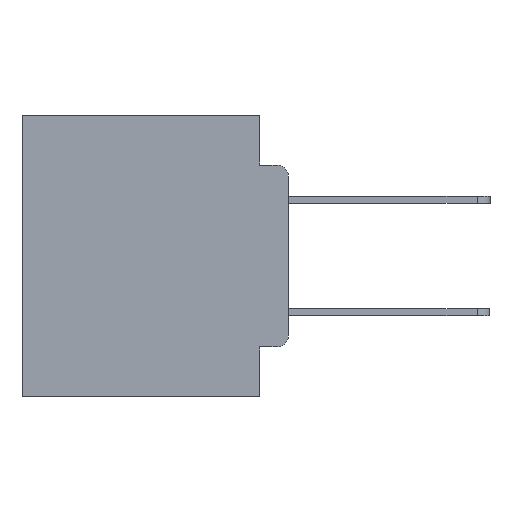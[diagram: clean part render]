
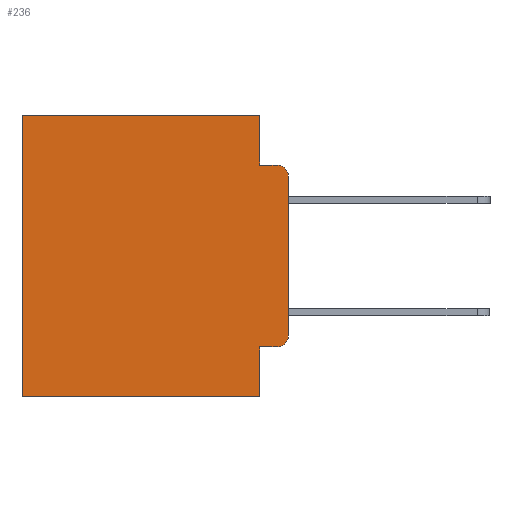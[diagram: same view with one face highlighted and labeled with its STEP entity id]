
A CAD part, left-side view. The second image highlights one B-rep face of the part: STEP entity #236.
In plain terms, the highlighted planar face has unit normal (-1, 0, 0).
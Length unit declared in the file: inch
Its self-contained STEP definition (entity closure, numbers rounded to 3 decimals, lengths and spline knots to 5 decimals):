
#236 = ADVANCED_FACE ( 'NONE', ( #797 ), #16359, .F. ) ;
#448 = VECTOR ( 'NONE', #16638, 39.37008 ) ;
#532 = CARTESIAN_POINT ( 'NONE',  ( 0.298, 0., 0. ) ) ;
#729 = EDGE_CURVE ( 'NONE', #14469, #24507, #1873, .T. ) ;
#797 = FACE_OUTER_BOUND ( 'NONE', #15495, .T. ) ;
#809 = CARTESIAN_POINT ( 'NONE',  ( 0.298, 0.051, -0.4115 ) ) ;
#1010 = VECTOR ( 'NONE', #13821, 39.37008 ) ;
#1053 = ORIENTED_EDGE ( 'NONE', *, *, #21947, .F. ) ;
#1079 = CARTESIAN_POINT ( 'NONE',  ( 0.298, 0., -0.5 ) ) ;
#1221 = VECTOR ( 'NONE', #4440, 39.37008 ) ;
#1873 = CIRCLE ( 'NONE', #3806, 0.02 ) ;
#2934 = VERTEX_POINT ( 'NONE', #19241 ) ;
#3806 = AXIS2_PLACEMENT_3D ( 'NONE', #20721, #20715, #27655 ) ;
#4440 = DIRECTION ( 'NONE',  ( 0., 0., -1. ) ) ;
#5032 = DIRECTION ( 'NONE',  ( 0., 0., -1. ) ) ;
#5304 = LINE ( 'NONE', #27775, #27652 ) ;
#5618 = EDGE_CURVE ( 'NONE', #22733, #24014, #18182, .T. ) ;
#5871 = ORIENTED_EDGE ( 'NONE', *, *, #16195, .F. ) ;
#6225 = CARTESIAN_POINT ( 'NONE',  ( 0.298, 0.473, -0.5 ) ) ;
#6258 = ORIENTED_EDGE ( 'NONE', *, *, #23334, .T. ) ;
#6388 = EDGE_CURVE ( 'NONE', #14870, #2934, #5304, .T. ) ;
#6731 = EDGE_CURVE ( 'NONE', #14469, #9987, #9185, .T. ) ;
#6847 = CARTESIAN_POINT ( 'NONE',  ( 0.298, 0.02, -0.3915 ) ) ;
#7423 = VERTEX_POINT ( 'NONE', #9584 ) ;
#7860 = ORIENTED_EDGE ( 'NONE', *, *, #24734, .F. ) ;
#8478 = VECTOR ( 'NONE', #5032, 39.37008 ) ;
#8490 = ORIENTED_EDGE ( 'NONE', *, *, #17676, .T. ) ;
#9083 = DIRECTION ( 'NONE',  ( 0., 0., -1. ) ) ;
#9185 = LINE ( 'NONE', #532, #8478 ) ;
#9453 = CIRCLE ( 'NONE', #27942, 0.02 ) ;
#9584 = CARTESIAN_POINT ( 'NONE',  ( 0.298, 0.051, -0.0885 ) ) ;
#9987 = VERTEX_POINT ( 'NONE', #27878 ) ;
#10179 = CARTESIAN_POINT ( 'NONE',  ( 0.298, 0.051, 0. ) ) ;
#10755 = VECTOR ( 'NONE', #14641, 39.37008 ) ;
#11164 = CARTESIAN_POINT ( 'NONE',  ( 0.298, 0.051, -0.5 ) ) ;
#11435 = ORIENTED_EDGE ( 'NONE', *, *, #5618, .F. ) ;
#11447 = LINE ( 'NONE', #12385, #10755 ) ;
#11568 = CARTESIAN_POINT ( 'NONE',  ( 0.298, 0.051, -0.4115 ) ) ;
#11766 = EDGE_CURVE ( 'NONE', #26188, #9987, #9453, .T. ) ;
#12385 = CARTESIAN_POINT ( 'NONE',  ( 0.298, 0.473, 0. ) ) ;
#13303 = CARTESIAN_POINT ( 'NONE',  ( 0.298, 0., -0.1085 ) ) ;
#13821 = DIRECTION ( 'NONE',  ( 0., -1., 0. ) ) ;
#14469 = VERTEX_POINT ( 'NONE', #13303 ) ;
#14641 = DIRECTION ( 'NONE',  ( 0., 0., -1. ) ) ;
#14870 = VERTEX_POINT ( 'NONE', #10179 ) ;
#15013 = DIRECTION ( 'NONE',  ( 0., -1., 0. ) ) ;
#15088 = DIRECTION ( 'NONE',  ( 0., 1., 0. ) ) ;
#15349 = ORIENTED_EDGE ( 'NONE', *, *, #6731, .F. ) ;
#15495 = EDGE_LOOP ( 'NONE', ( #15349, #20766, #1053, #7860, #23720, #6258, #11435, #5871, #8490, #27251 ) ) ;
#15509 = CARTESIAN_POINT ( 'NONE',  ( 0.298, 0.051, 0. ) ) ;
#15722 = VECTOR ( 'NONE', #19340, 39.37008 ) ;
#16195 = EDGE_CURVE ( 'NONE', #26933, #22733, #27005, .T. ) ;
#16359 = PLANE ( 'NONE',  #18270 ) ;
#16638 = DIRECTION ( 'NONE',  ( 0., 1., 0. ) ) ;
#16847 = CARTESIAN_POINT ( 'NONE',  ( 0.298, 0.02, -0.0885 ) ) ;
#17203 = CARTESIAN_POINT ( 'NONE',  ( 0.298, 0.051, -0.0885 ) ) ;
#17255 = CARTESIAN_POINT ( 'NONE',  ( 0.298, 0.051, 0. ) ) ;
#17676 = EDGE_CURVE ( 'NONE', #26933, #26188, #18724, .T. ) ;
#17706 = CARTESIAN_POINT ( 'NONE',  ( 0.298, 0., 0. ) ) ;
#18182 = LINE ( 'NONE', #1079, #448 ) ;
#18270 = AXIS2_PLACEMENT_3D ( 'NONE', #17706, #26136, #26108 ) ;
#18724 = LINE ( 'NONE', #11568, #1010 ) ;
#18934 = LINE ( 'NONE', #15509, #1221 ) ;
#19241 = CARTESIAN_POINT ( 'NONE',  ( 0.298, 0.473, 0. ) ) ;
#19340 = DIRECTION ( 'NONE',  ( 0., 0., -1. ) ) ;
#20071 = VECTOR ( 'NONE', #15013, 39.37008 ) ;
#20715 = DIRECTION ( 'NONE',  ( -1., 0., 0. ) ) ;
#20721 = CARTESIAN_POINT ( 'NONE',  ( 0.298, 0.02, -0.1085 ) ) ;
#20766 = ORIENTED_EDGE ( 'NONE', *, *, #729, .T. ) ;
#21947 = EDGE_CURVE ( 'NONE', #7423, #24507, #25674, .T. ) ;
#22136 = DIRECTION ( 'NONE',  ( -1., 0., 0. ) ) ;
#22733 = VERTEX_POINT ( 'NONE', #11164 ) ;
#23334 = EDGE_CURVE ( 'NONE', #2934, #24014, #11447, .T. ) ;
#23720 = ORIENTED_EDGE ( 'NONE', *, *, #6388, .T. ) ;
#23841 = CARTESIAN_POINT ( 'NONE',  ( 0.298, 0.02, -0.4115 ) ) ;
#24014 = VERTEX_POINT ( 'NONE', #6225 ) ;
#24507 = VERTEX_POINT ( 'NONE', #16847 ) ;
#24734 = EDGE_CURVE ( 'NONE', #14870, #7423, #18934, .T. ) ;
#25674 = LINE ( 'NONE', #17203, #20071 ) ;
#26108 = DIRECTION ( 'NONE',  ( 0., 0., -1. ) ) ;
#26136 = DIRECTION ( 'NONE',  ( 1., 0., 0. ) ) ;
#26188 = VERTEX_POINT ( 'NONE', #23841 ) ;
#26933 = VERTEX_POINT ( 'NONE', #809 ) ;
#27005 = LINE ( 'NONE', #17255, #15722 ) ;
#27251 = ORIENTED_EDGE ( 'NONE', *, *, #11766, .T. ) ;
#27652 = VECTOR ( 'NONE', #15088, 39.37008 ) ;
#27655 = DIRECTION ( 'NONE',  ( 0., 0., -1. ) ) ;
#27775 = CARTESIAN_POINT ( 'NONE',  ( 0.298, 0., 0. ) ) ;
#27878 = CARTESIAN_POINT ( 'NONE',  ( 0.298, 0., -0.3915 ) ) ;
#27942 = AXIS2_PLACEMENT_3D ( 'NONE', #6847, #22136, #9083 ) ;
